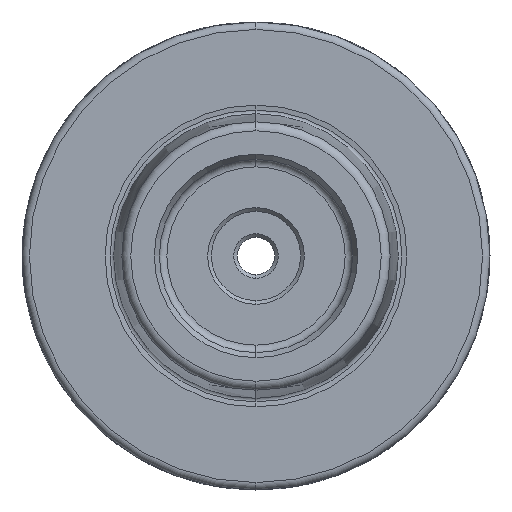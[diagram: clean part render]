
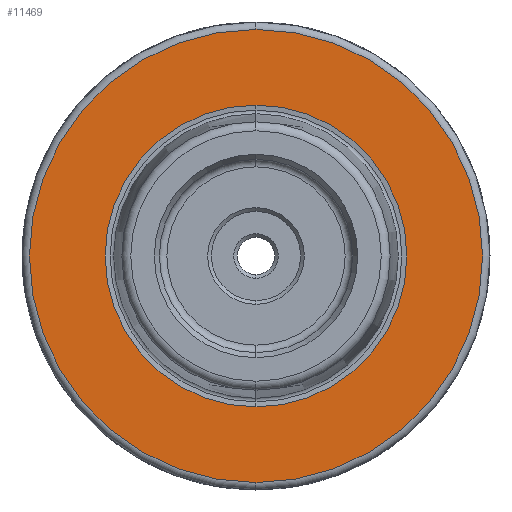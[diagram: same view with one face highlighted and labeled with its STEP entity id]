
A CAD part, left-side view. The second image highlights one B-rep face of the part: STEP entity #11469.
In plain terms, the highlighted planar face has unit normal (-1, 0, 0).
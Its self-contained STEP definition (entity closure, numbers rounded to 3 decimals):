
#1346 = VERTEX_POINT ( 'NONE', #7413 ) ;
#1395 = VERTEX_POINT ( 'NONE', #7400 ) ;
#1912 = DIRECTION ( 'NONE',  ( 0., 0., 1. ) ) ;
#1917 = DIRECTION ( 'NONE',  ( -1., 0., 0. ) ) ;
#1954 = CARTESIAN_POINT ( 'NONE',  ( 0., 0., 0. ) ) ;
#4113 = ORIENTED_EDGE ( 'NONE', *, *, #11993, .T. ) ;
#4124 = ORIENTED_EDGE ( 'NONE', *, *, #11113, .T. ) ;
#4153 = ORIENTED_EDGE ( 'NONE', *, *, #11947, .T. ) ;
#4156 = ORIENTED_EDGE ( 'NONE', *, *, #11570, .T. ) ;
#5191 = EDGE_LOOP ( 'NONE', ( #4124, #4153 ) ) ;
#5222 = EDGE_LOOP ( 'NONE', ( #4156, #4113 ) ) ;
#7400 = CARTESIAN_POINT ( 'NONE',  ( 0., 0., -30.5 ) ) ;
#7413 = CARTESIAN_POINT ( 'NONE',  ( 0., 0., 30.5 ) ) ;
#7991 = CARTESIAN_POINT ( 'NONE',  ( 0., 0., 0. ) ) ;
#8002 = DIRECTION ( 'NONE',  ( 0., 0., -1. ) ) ;
#8008 = DIRECTION ( 'NONE',  ( 1., 0., 0. ) ) ;
#9052 = DIRECTION ( 'NONE',  ( 1., 0., 0. ) ) ;
#9064 = CARTESIAN_POINT ( 'NONE',  ( 0., 0., 0. ) ) ;
#9073 = DIRECTION ( 'NONE',  ( 0., 0., -1. ) ) ;
#9275 = DIRECTION ( 'NONE',  ( -1., 0., 0. ) ) ;
#9288 = CARTESIAN_POINT ( 'NONE',  ( 0., 0., 0. ) ) ;
#9301 = DIRECTION ( 'NONE',  ( 0., 0., 1. ) ) ;
#10348 = CIRCLE ( 'NONE', #18944, 20.308 ) ;
#10793 = FACE_OUTER_BOUND ( 'NONE', #5222, .T. ) ;
#10806 = FACE_BOUND ( 'NONE', #5191, .T. ) ;
#10919 = VERTEX_POINT ( 'NONE', #22430 ) ;
#10937 = VERTEX_POINT ( 'NONE', #22500 ) ;
#11113 = EDGE_CURVE ( 'NONE', #10937, #10919, #10348, .T. ) ;
#11469 = ADVANCED_FACE ( 'NONE', ( #10793, #10806 ), #19478, .T. ) ;
#11570 = EDGE_CURVE ( 'NONE', #1346, #1395, #20737, .T. ) ;
#11947 = EDGE_CURVE ( 'NONE', #10919, #10937, #20962, .T. ) ;
#11993 = EDGE_CURVE ( 'NONE', #1395, #1346, #21002, .T. ) ;
#16863 = AXIS2_PLACEMENT_3D ( 'NONE', #19479, #19455, #19467 ) ;
#16973 = AXIS2_PLACEMENT_3D ( 'NONE', #1954, #1917, #1912 ) ;
#17964 = AXIS2_PLACEMENT_3D ( 'NONE', #9064, #9052, #9073 ) ;
#17979 = AXIS2_PLACEMENT_3D ( 'NONE', #9288, #9275, #9301 ) ;
#18944 = AXIS2_PLACEMENT_3D ( 'NONE', #7991, #8008, #8002 ) ;
#19455 = DIRECTION ( 'NONE',  ( -1., 0., 0. ) ) ;
#19467 = DIRECTION ( 'NONE',  ( 0., 0., 1. ) ) ;
#19478 = PLANE ( 'NONE',  #16863 ) ;
#19479 = CARTESIAN_POINT ( 'NONE',  ( 0., 20.308, 0. ) ) ;
#20737 = CIRCLE ( 'NONE', #16973, 30.5 ) ;
#20962 = CIRCLE ( 'NONE', #17964, 20.308 ) ;
#21002 = CIRCLE ( 'NONE', #17979, 30.5 ) ;
#22430 = CARTESIAN_POINT ( 'NONE',  ( 0., 0., -20.308 ) ) ;
#22500 = CARTESIAN_POINT ( 'NONE',  ( 0., 0., 20.308 ) ) ;
